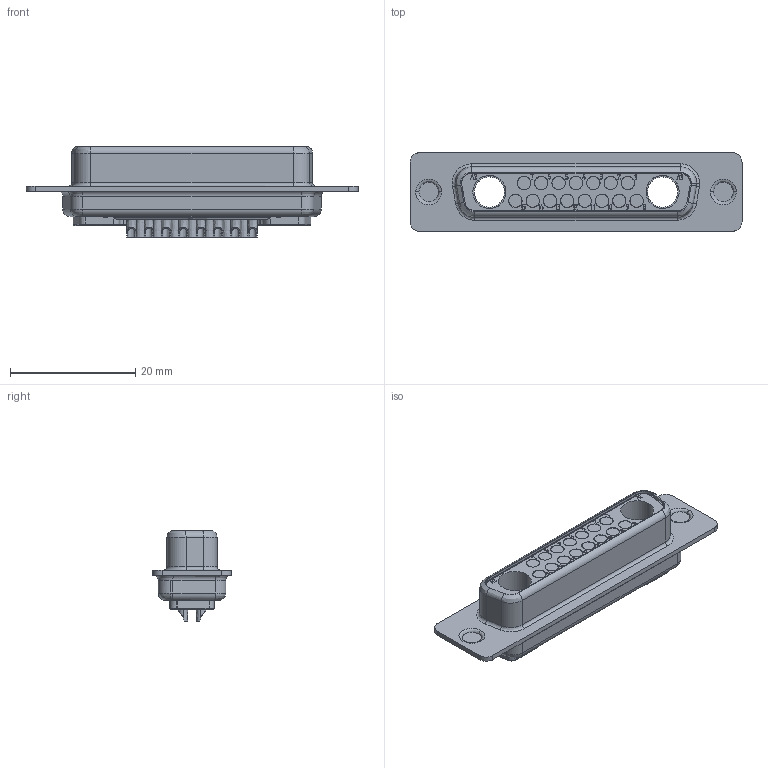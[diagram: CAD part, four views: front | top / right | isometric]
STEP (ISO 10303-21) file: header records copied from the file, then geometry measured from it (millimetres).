
FILE_DESCRIPTION((''),'2;1');
FILE_NAME( 'Dsub_17W2_female_straight_solderbuckets.stp','2011-07-28T08:30:12',('User'),('SDRC'),'I-DEAS Master Series 9','UNIX','Yes');
FILE_SCHEMA(('CONFIG_CONTROL_DESIGN', 'GEOMETRIC_VALIDATION_PROPERTIES_MIM','SHAPE_APPEARANCE_LAYER_MIM'));
Length unit declared in the file: millimetre
Bounding box: 53 x 12.5 x 14.51 mm (x, y, z)
Surface area: 3028.9 mm2 (no closed solid volume)
Topology: 0 solids, 5 shells, 1510 faces, 4190 edges, 2882 vertices
Faces by surface type: bspline 1510
Entity records: 67807 total; most frequent: CARTESIAN_POINT 43195, ORIENTED_EDGE 8154, EDGE_CURVE 4088, VERTEX_POINT 2686, B_SPLINE_CURVE_WITH_KNOTS 1877, QUASI_UNIFORM_CURVE 1747, EDGE_LOOP 1635, FACE_OUTER_BOUND 1510
